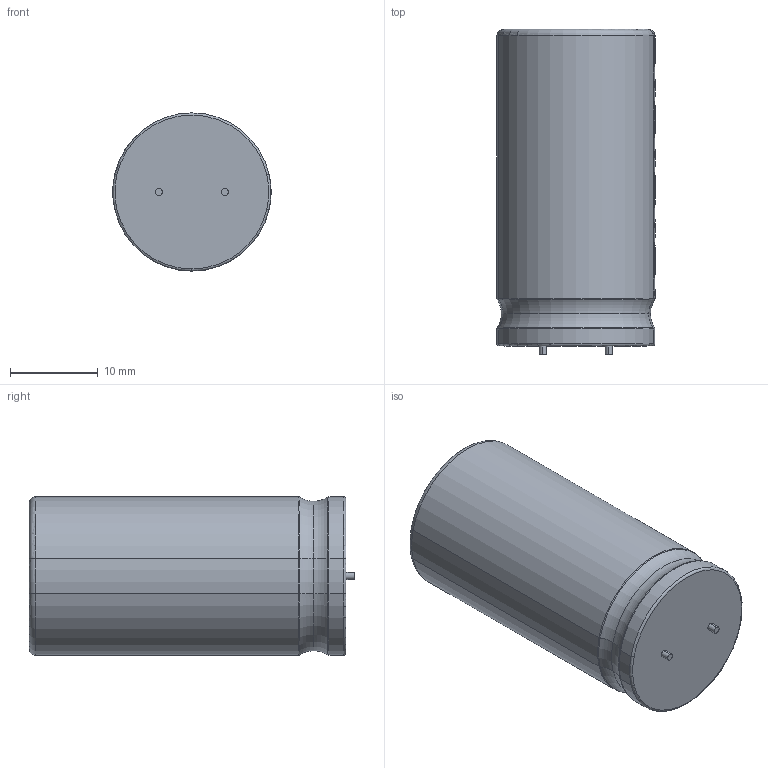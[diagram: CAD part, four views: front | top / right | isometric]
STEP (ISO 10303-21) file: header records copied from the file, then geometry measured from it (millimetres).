
FILE_DESCRIPTION (( 'STEP AP214' ), '1' );
FILE_NAME ('C DIP 18x36 P=7.5.STEP', '2013-01-29T12:12:54', ( 'Master' ), ( '' ), 'SwSTEP 2.0', 'SolidWorks 2010', '' );
FILE_SCHEMA (( 'AUTOMOTIVE_DESIGN' ));
Length unit declared in the file: millimetre
Products named in the file (1): C DIP 18x36 P=7.5
Bounding box: 17.97 x 37 x 18 mm (x, y, z)
Volume: 9054.5 mm3; surface area: 2540.8 mm2
Topology: 1 solids, 1 shells, 79 faces, 195 edges, 127 vertices
Faces by surface type: torus 37, cylinder 34, plane 8
Entity records: 3116 total; most frequent: CARTESIAN_POINT 614, DIRECTION 398, ORIENTED_EDGE 390, EDGE_CURVE 195, AXIS2_PLACEMENT_3D 173, VERTEX_POINT 127, CIRCLE 93, EDGE_LOOP 88
